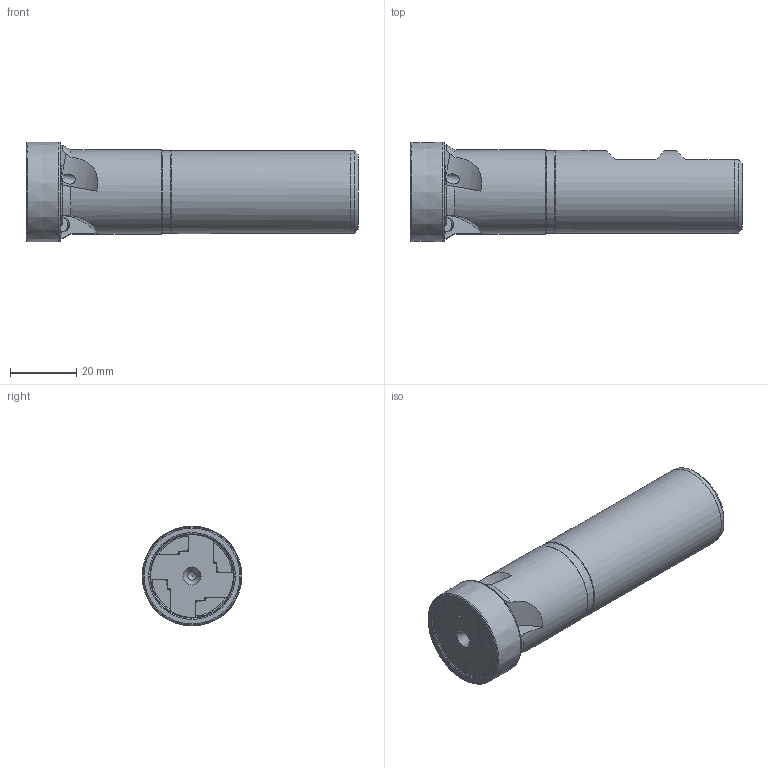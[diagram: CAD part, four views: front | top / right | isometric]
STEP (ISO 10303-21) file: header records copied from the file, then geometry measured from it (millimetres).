
FILE_DESCRIPTION (( 'STEP AP214' ), '1' );
FILE_NAME ('90PP-30-10-4.STEP', '2014-11-17T14:29:20', ( '' ), ( '' ), 'SwSTEP 2.0', 'SolidWorks 2014', '' );
FILE_SCHEMA (( 'AUTOMOTIVE_DESIGN' ));
Length unit declared in the file: millimetre
Products named in the file (1): 90PP-30-10-4
Bounding box: 99.94 x 30.09 x 30.09 mm (x, y, z)
Volume: 46443.9 mm3; surface area: 11689.2 mm2
Topology: 1 solids, 1 shells, 140 faces, 414 edges, 269 vertices
Faces by surface type: plane 57, cone 45, cylinder 25, torus 13
Full cylindrical faces by diameter (mm): 2.5 x1, 3 x4, 6.5 x1, 24.8 x1, 25 x1, 25.3 x1
Entity records: 5438 total; most frequent: CARTESIAN_POINT 1650, ORIENTED_EDGE 746, DIRECTION 583, EDGE_CURVE 373, VERTEX_POINT 254, AXIS2_PLACEMENT_3D 245, EDGE_LOOP 165, FACE_OUTER_BOUND 153
